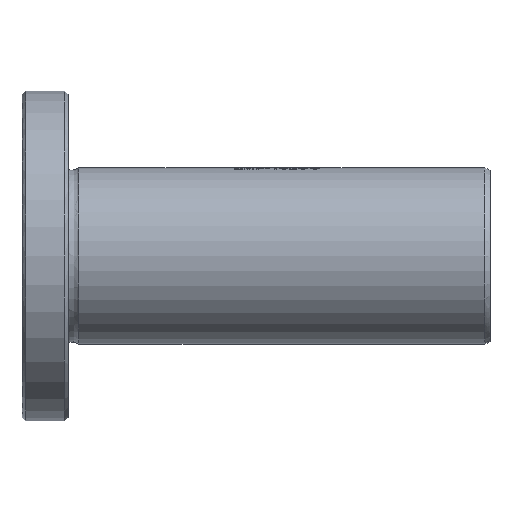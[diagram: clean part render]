
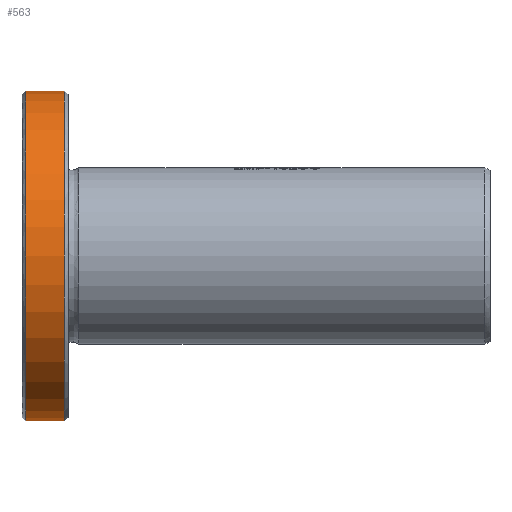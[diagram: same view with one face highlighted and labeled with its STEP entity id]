
A CAD part, front view. The second image highlights one B-rep face of the part: STEP entity #563.
In plain terms, the highlighted cylindrical face has radius 21.5 mm (diameter 43 mm), a full revolution.
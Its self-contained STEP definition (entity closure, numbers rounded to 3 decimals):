
#514=CYLINDRICAL_SURFACE('',#6544,21.5);
#563=ADVANCED_FACE('',(#1255,#1256),#514,.T.);
#1156=CIRCLE('',#6534,21.5);
#1157=CIRCLE('',#6535,21.5);
#1158=CIRCLE('',#6542,21.5);
#1159=CIRCLE('',#6543,21.5);
#1255=FACE_BOUND('',#1360,.T.);
#1256=FACE_BOUND('',#1361,.T.);
#1360=EDGE_LOOP('',(#3065,#3066));
#1361=EDGE_LOOP('',(#3067,#3068));
#3065=ORIENTED_EDGE('',*,*,#5441,.T.);
#3066=ORIENTED_EDGE('',*,*,#5442,.T.);
#3067=ORIENTED_EDGE('',*,*,#5451,.F.);
#3068=ORIENTED_EDGE('',*,*,#5452,.F.);
#4823=VERTEX_POINT('',#9810);
#4824=VERTEX_POINT('',#9811);
#4833=VERTEX_POINT('',#9908);
#4834=VERTEX_POINT('',#9909);
#5441=EDGE_CURVE('',#4823,#4824,#1156,.T.);
#5442=EDGE_CURVE('',#4824,#4823,#1157,.T.);
#5451=EDGE_CURVE('',#4833,#4834,#1158,.T.);
#5452=EDGE_CURVE('',#4834,#4833,#1159,.T.);
#6534=AXIS2_PLACEMENT_3D('',#9809,#7076,#7077);
#6535=AXIS2_PLACEMENT_3D('',#9812,#7078,#7079);
#6542=AXIS2_PLACEMENT_3D('',#9907,#7092,#7093);
#6543=AXIS2_PLACEMENT_3D('',#9910,#7094,#7095);
#6544=AXIS2_PLACEMENT_3D('',#9911,#7096,#7097);
#7076=DIRECTION('',(1.,0.,0.));
#7077=DIRECTION('',(0.,0.,-1.));
#7078=DIRECTION('',(1.,0.,0.));
#7079=DIRECTION('',(0.,0.,-1.));
#7092=DIRECTION('',(1.,0.,0.));
#7093=DIRECTION('',(0.,0.,1.));
#7094=DIRECTION('',(1.,0.,0.));
#7095=DIRECTION('',(0.,0.,1.));
#7096=DIRECTION('',(1.,0.,0.));
#7097=DIRECTION('',(0.,0.,-1.));
#9809=CARTESIAN_POINT('',(0.5,0.,0.));
#9810=CARTESIAN_POINT('',(0.5,0.,-21.5));
#9811=CARTESIAN_POINT('',(0.5,0.,21.5));
#9812=CARTESIAN_POINT('',(0.5,0.,0.));
#9907=CARTESIAN_POINT('',(5.5,0.,0.));
#9908=CARTESIAN_POINT('',(5.5,0.,21.5));
#9909=CARTESIAN_POINT('',(5.5,0.,-21.5));
#9910=CARTESIAN_POINT('',(5.5,0.,0.));
#9911=CARTESIAN_POINT('',(0.5,0.,0.));
